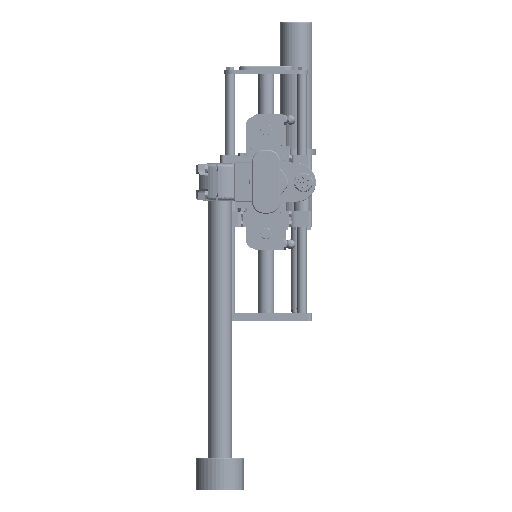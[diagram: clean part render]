
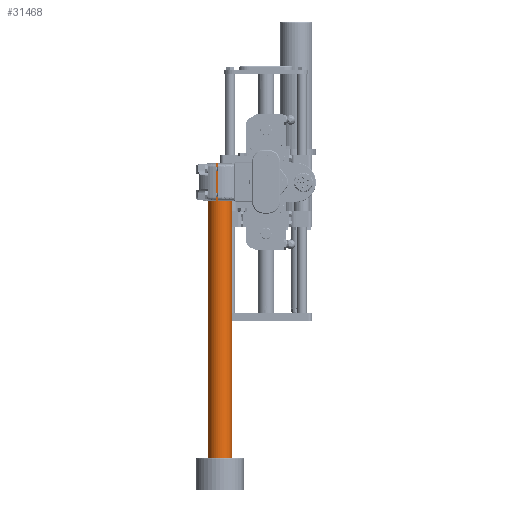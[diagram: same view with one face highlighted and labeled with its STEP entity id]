
A CAD part, top view. The second image highlights one B-rep face of the part: STEP entity #31468.
In plain terms, the highlighted cylindrical face has radius 15 mm (diameter 30 mm), a full revolution.
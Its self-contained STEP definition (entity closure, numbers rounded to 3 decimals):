
#4980 = CIRCLE ( 'NONE', #90618, 15. ) ;
#10999 = AXIS2_PLACEMENT_3D ( 'NONE', #72284, #29925, #21883 ) ;
#21883 = DIRECTION ( 'NONE',  ( 0., 0., 1. ) ) ;
#29925 = DIRECTION ( 'NONE',  ( -1., 0., 0. ) ) ;
#30549 = DIRECTION ( 'NONE',  ( 0., 0., 1. ) ) ;
#31468 = ADVANCED_FACE ( 'NONE', ( #35954, #64332 ), #97082, .T. ) ;
#34109 = DIRECTION ( 'NONE',  ( -1., 0., 0. ) ) ;
#35427 = DIRECTION ( 'NONE',  ( -1., 0., 0. ) ) ;
#35954 = FACE_OUTER_BOUND ( 'NONE', #71664, .T. ) ;
#45124 = VERTEX_POINT ( 'NONE', #70853 ) ;
#47782 = AXIS2_PLACEMENT_3D ( 'NONE', #72361, #34109, #30549 ) ;
#50132 = CARTESIAN_POINT ( 'NONE',  ( -400., 0., 15. ) ) ;
#52075 = CARTESIAN_POINT ( 'NONE',  ( -400., 0., 0. ) ) ;
#55096 = EDGE_LOOP ( 'NONE', ( #93557 ) ) ;
#60618 = DIRECTION ( 'NONE',  ( 0., 0., 1. ) ) ;
#64332 = FACE_OUTER_BOUND ( 'NONE', #55096, .T. ) ;
#68012 = EDGE_CURVE ( 'NONE', #81818, #81818, #4980, .T. ) ;
#70853 = CARTESIAN_POINT ( 'NONE',  ( -1., 0., 15. ) ) ;
#71664 = EDGE_LOOP ( 'NONE', ( #88125 ) ) ;
#72284 = CARTESIAN_POINT ( 'NONE',  ( -1., 0., 0. ) ) ;
#72361 = CARTESIAN_POINT ( 'NONE',  ( -96.259, 0., 0. ) ) ;
#72742 = CIRCLE ( 'NONE', #10999, 15. ) ;
#77208 = EDGE_CURVE ( 'NONE', #45124, #45124, #72742, .T. ) ;
#81818 = VERTEX_POINT ( 'NONE', #50132 ) ;
#88125 = ORIENTED_EDGE ( 'NONE', *, *, #77208, .T. ) ;
#90618 = AXIS2_PLACEMENT_3D ( 'NONE', #52075, #35427, #60618 ) ;
#93557 = ORIENTED_EDGE ( 'NONE', *, *, #68012, .F. ) ;
#97082 = CYLINDRICAL_SURFACE ( 'NONE', #47782, 15. ) ;
